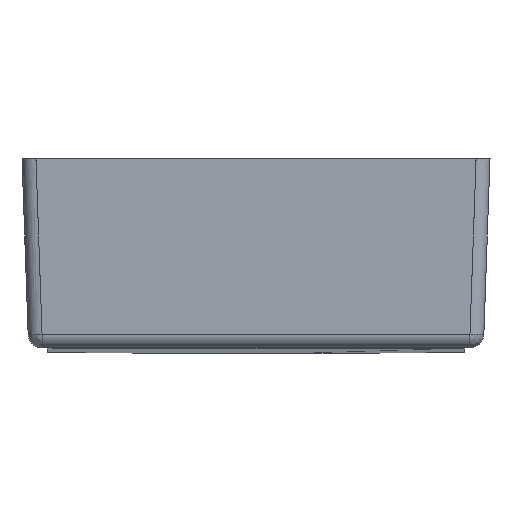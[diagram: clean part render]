
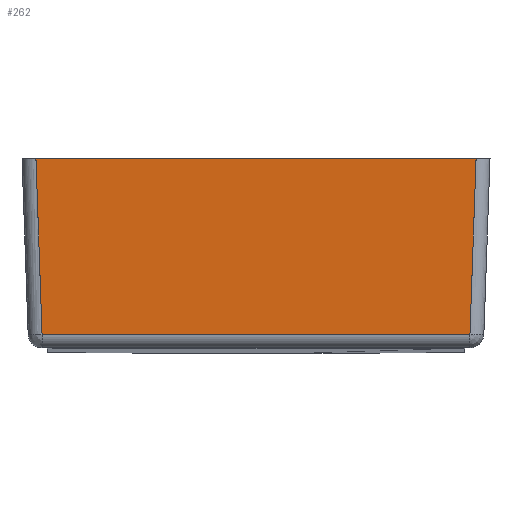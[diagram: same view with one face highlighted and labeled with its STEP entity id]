
A CAD part, left-side view. The second image highlights one B-rep face of the part: STEP entity #262.
In plain terms, the highlighted planar face has unit normal (-0.999, 0, -0.035).
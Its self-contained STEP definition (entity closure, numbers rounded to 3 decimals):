
#262=ADVANCED_FACE('',(#314),#1174,.T.);
#314=FACE_OUTER_BOUND('',#363,.T.);
#363=EDGE_LOOP('',(#446,#447,#448,#449));
#446=ORIENTED_EDGE('',*,*,#656,.T.);
#447=ORIENTED_EDGE('',*,*,#657,.T.);
#448=ORIENTED_EDGE('',*,*,#655,.T.);
#449=ORIENTED_EDGE('',*,*,#654,.T.);
#654=EDGE_CURVE('',#1001,#1002,#856,.T.);
#655=EDGE_CURVE('',#1000,#1001,#857,.T.);
#656=EDGE_CURVE('',#1002,#1003,#858,.T.);
#657=EDGE_CURVE('',#1003,#1000,#859,.T.);
#856=B_SPLINE_CURVE_WITH_KNOTS('',1,(#1473,#1474,#1475),.UNSPECIFIED.,.F.,
 .F.,(2,1,2),(-103.998,-23.615,-5.891),
 .UNSPECIFIED.);
#857=B_SPLINE_CURVE_WITH_KNOTS('',1,(#1476,#1477),.UNSPECIFIED.,.F.,.F.,
(2,2),(0.,307.21),.UNSPECIFIED.);
#858=B_SPLINE_CURVE_WITH_KNOTS('',1,(#1478,#1479),.UNSPECIFIED.,.F.,.F.,
(2,2),(14.925,330.959),.UNSPECIFIED.);
#859=B_SPLINE_CURVE_WITH_KNOTS('',1,(#1480,#1481,#1482),.UNSPECIFIED.,.F.,
 .F.,(2,1,2),(-107.421,-89.698,-9.314),
 .UNSPECIFIED.);
#1000=VERTEX_POINT('',#1469);
#1001=VERTEX_POINT('',#1470);
#1002=VERTEX_POINT('',#1471);
#1003=VERTEX_POINT('',#1472);
#1174=PLANE('',#1210);
#1210=AXIS2_PLACEMENT_3D('',#1468,#1229,$);
#1229=DIRECTION('',(-0.999,0.,-0.035));
#1468=CARTESIAN_POINT('',(-418.965,-217.942,167.23));
#1469=CARTESIAN_POINT('',(-413.599,153.605,13.557));
#1470=CARTESIAN_POINT('',(-413.599,-153.605,13.557));
#1471=CARTESIAN_POINT('',(-418.011,-158.017,139.906));
#1472=CARTESIAN_POINT('',(-418.011,158.017,139.906));
#1473=CARTESIAN_POINT('',(-413.599,-153.605,13.557));
#1474=CARTESIAN_POINT('',(-417.214,-157.22,117.081));
#1475=CARTESIAN_POINT('',(-418.011,-158.017,139.906));
#1476=CARTESIAN_POINT('',(-413.599,153.605,13.557));
#1477=CARTESIAN_POINT('',(-413.599,-153.605,13.557));
#1478=CARTESIAN_POINT('',(-418.011,-158.017,139.906));
#1479=CARTESIAN_POINT('',(-418.011,158.017,139.906));
#1480=CARTESIAN_POINT('',(-418.011,158.017,139.906));
#1481=CARTESIAN_POINT('',(-417.214,157.22,117.081));
#1482=CARTESIAN_POINT('',(-413.599,153.605,13.557));
